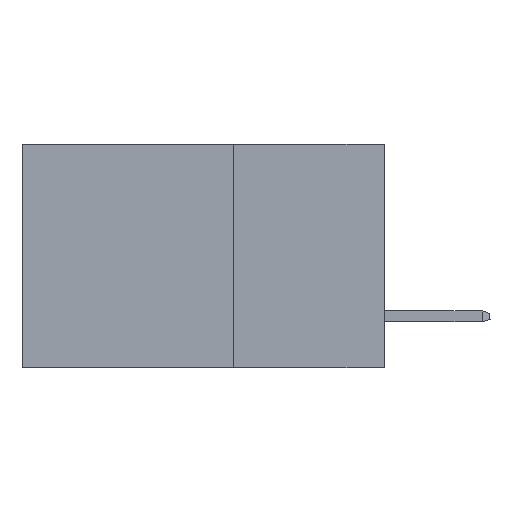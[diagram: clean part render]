
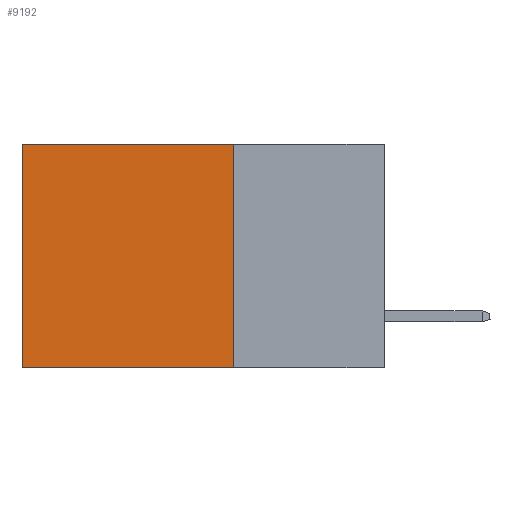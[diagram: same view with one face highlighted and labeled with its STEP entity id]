
A CAD part, left-side view. The second image highlights one B-rep face of the part: STEP entity #9192.
In plain terms, the highlighted planar face has unit normal (-1, 0, 0).
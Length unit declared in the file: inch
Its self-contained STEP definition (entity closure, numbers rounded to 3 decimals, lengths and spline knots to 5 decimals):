
#578 = CARTESIAN_POINT ( 'NONE',  ( 0.298, 0.25, 0. ) ) ;
#812 = DIRECTION ( 'NONE',  ( 0., 0., -1. ) ) ;
#903 = VECTOR ( 'NONE', #2516, 39.37008 ) ;
#979 = CARTESIAN_POINT ( 'NONE',  ( 0.298, 0.25, -0.37 ) ) ;
#1917 = EDGE_CURVE ( 'NONE', #12235, #9904, #6640, .T. ) ;
#2516 = DIRECTION ( 'NONE',  ( 0., 1., 0. ) ) ;
#3306 = FACE_OUTER_BOUND ( 'NONE', #10435, .T. ) ;
#4446 = PLANE ( 'NONE',  #15324 ) ;
#4586 = CARTESIAN_POINT ( 'NONE',  ( 0.298, 0.25, -0.37 ) ) ;
#4608 = EDGE_CURVE ( 'NONE', #9904, #6784, #6123, .T. ) ;
#5340 = VECTOR ( 'NONE', #812, 39.37008 ) ;
#5468 = CARTESIAN_POINT ( 'NONE',  ( 0.298, 0.25, 0. ) ) ;
#6123 = LINE ( 'NONE', #979, #7412 ) ;
#6172 = EDGE_CURVE ( 'NONE', #9639, #6784, #8486, .T. ) ;
#6640 = LINE ( 'NONE', #578, #9608 ) ;
#6784 = VERTEX_POINT ( 'NONE', #8706 ) ;
#6963 = DIRECTION ( 'NONE',  ( 0., 1., 0. ) ) ;
#7412 = VECTOR ( 'NONE', #6963, 39.37008 ) ;
#7914 = CARTESIAN_POINT ( 'NONE',  ( 0.298, 0.6, 0. ) ) ;
#8486 = LINE ( 'NONE', #7914, #5340 ) ;
#8648 = CARTESIAN_POINT ( 'NONE',  ( 0.298, 0.6, 0. ) ) ;
#8706 = CARTESIAN_POINT ( 'NONE',  ( 0.298, 0.6, -0.37 ) ) ;
#9081 = DIRECTION ( 'NONE',  ( 0., 0., -1. ) ) ;
#9192 = ADVANCED_FACE ( 'NONE', ( #3306 ), #4446, .F. ) ;
#9608 = VECTOR ( 'NONE', #12298, 39.37008 ) ;
#9639 = VERTEX_POINT ( 'NONE', #8648 ) ;
#9904 = VERTEX_POINT ( 'NONE', #4586 ) ;
#10284 = DIRECTION ( 'NONE',  ( 1., 0., 0. ) ) ;
#10377 = LINE ( 'NONE', #10469, #903 ) ;
#10435 = EDGE_LOOP ( 'NONE', ( #12819, #10795, #14582, #11365 ) ) ;
#10469 = CARTESIAN_POINT ( 'NONE',  ( 0.298, 0.25, 0. ) ) ;
#10795 = ORIENTED_EDGE ( 'NONE', *, *, #4608, .F. ) ;
#11365 = ORIENTED_EDGE ( 'NONE', *, *, #14563, .T. ) ;
#12235 = VERTEX_POINT ( 'NONE', #12607 ) ;
#12298 = DIRECTION ( 'NONE',  ( 0., 0., -1. ) ) ;
#12607 = CARTESIAN_POINT ( 'NONE',  ( 0.298, 0.25, 0. ) ) ;
#12819 = ORIENTED_EDGE ( 'NONE', *, *, #6172, .T. ) ;
#14563 = EDGE_CURVE ( 'NONE', #12235, #9639, #10377, .T. ) ;
#14582 = ORIENTED_EDGE ( 'NONE', *, *, #1917, .F. ) ;
#15324 = AXIS2_PLACEMENT_3D ( 'NONE', #5468, #10284, #9081 ) ;
